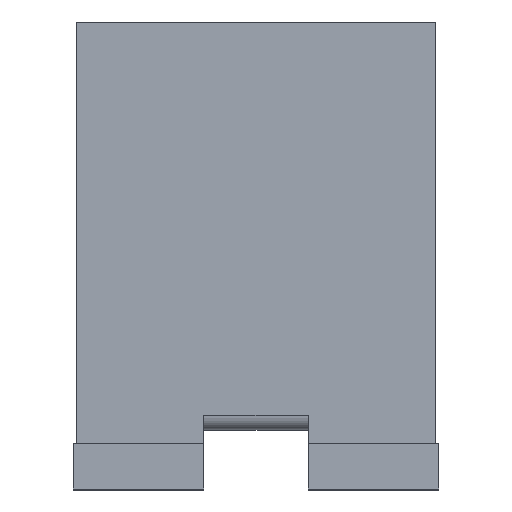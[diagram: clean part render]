
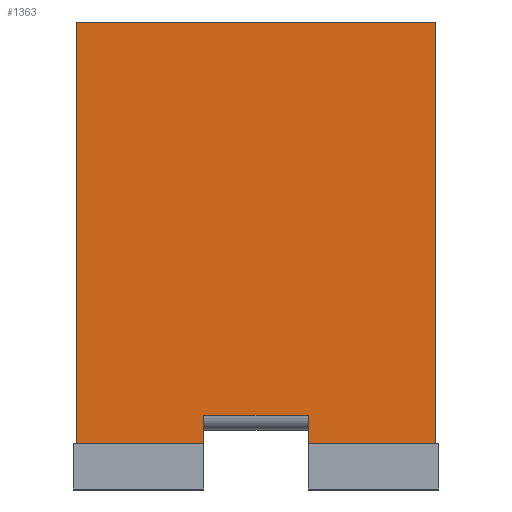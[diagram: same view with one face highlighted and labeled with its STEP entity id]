
A CAD part, top view. The second image highlights one B-rep face of the part: STEP entity #1363.
In plain terms, the highlighted planar face has unit normal (0, 0, 1).
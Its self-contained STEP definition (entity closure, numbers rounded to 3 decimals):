
#101 = ORIENTED_EDGE ( 'NONE', *, *, #1343, .T. ) ;
#102 = ORIENTED_EDGE ( 'NONE', *, *, #1422, .T. ) ;
#112 = ORIENTED_EDGE ( 'NONE', *, *, #1401, .F. ) ;
#116 = ORIENTED_EDGE ( 'NONE', *, *, #2119, .F. ) ;
#129 = ORIENTED_EDGE ( 'NONE', *, *, #2103, .F. ) ;
#134 = ORIENTED_EDGE ( 'NONE', *, *, #2017, .F. ) ;
#185 = ORIENTED_EDGE ( 'NONE', *, *, #2120, .F. ) ;
#231 = CARTESIAN_POINT ( 'NONE',  ( -0.635, 1.3, 1. ) ) ;
#232 = CARTESIAN_POINT ( 'NONE',  ( -0.635, 0.15, 1. ) ) ;
#283 = CARTESIAN_POINT ( 'NONE',  ( -0.635, 1.64, 1. ) ) ;
#291 = CARTESIAN_POINT ( 'NONE',  ( 0.185, 0.15, 1. ) ) ;
#315 = DIRECTION ( 'NONE',  ( 0., -1., 0. ) ) ;
#344 = CARTESIAN_POINT ( 'NONE',  ( -0.185, 0.15, 1. ) ) ;
#348 = CARTESIAN_POINT ( 'NONE',  ( 0.635, 1.64, 1. ) ) ;
#349 = CARTESIAN_POINT ( 'NONE',  ( 0.185, 0.25, 1. ) ) ;
#357 = CARTESIAN_POINT ( 'NONE',  ( 0.635, 0.15, 1. ) ) ;
#374 = CARTESIAN_POINT ( 'NONE',  ( -0.185, 0.25, 1. ) ) ;
#411 = DIRECTION ( 'NONE',  ( -1., 0., 0. ) ) ;
#429 = CARTESIAN_POINT ( 'NONE',  ( -0.635, 1.3, 1. ) ) ;
#487 = DIRECTION ( 'NONE',  ( 0., 0., -1. ) ) ;
#514 = PLANE ( 'NONE',  #1295 ) ;
#1064 = LINE ( 'NONE', #2766, #1322 ) ;
#1088 = FACE_OUTER_BOUND ( 'NONE', #1757, .T. ) ;
#1161 = VECTOR ( 'NONE', #3125, 1000. ) ;
#1232 = VECTOR ( 'NONE', #1580, 1000. ) ;
#1265 = VECTOR ( 'NONE', #315, 1000. ) ;
#1295 = AXIS2_PLACEMENT_3D ( 'NONE', #429, #487, #411 ) ;
#1322 = VECTOR ( 'NONE', #2793, 1000. ) ;
#1343 = EDGE_CURVE ( 'NONE', #1933, #1895, #1064, .T. ) ;
#1363 = ADVANCED_FACE ( 'NONE', ( #1088 ), #514, .F. ) ;
#1401 = EDGE_CURVE ( 'NONE', #1933, #1940, #2928, .T. ) ;
#1422 = EDGE_CURVE ( 'NONE', #1895, #1866, #2332, .T. ) ;
#1490 = CARTESIAN_POINT ( 'NONE',  ( 0.635, 1.3, 1. ) ) ;
#1580 = DIRECTION ( 'NONE',  ( 0., -1., 0. ) ) ;
#1622 = CARTESIAN_POINT ( 'NONE',  ( 0.185, 1.3, 1. ) ) ;
#1623 = DIRECTION ( 'NONE',  ( 0., 1., 0. ) ) ;
#1757 = EDGE_LOOP ( 'NONE', ( #185, #116, #3141, #129, #112, #101, #102, #134 ) ) ;
#1866 = VERTEX_POINT ( 'NONE', #232 ) ;
#1874 = VERTEX_POINT ( 'NONE', #374 ) ;
#1880 = VERTEX_POINT ( 'NONE', #291 ) ;
#1895 = VERTEX_POINT ( 'NONE', #283 ) ;
#1931 = VERTEX_POINT ( 'NONE', #344 ) ;
#1933 = VERTEX_POINT ( 'NONE', #348 ) ;
#1934 = VERTEX_POINT ( 'NONE', #349 ) ;
#1940 = VERTEX_POINT ( 'NONE', #357 ) ;
#2017 = EDGE_CURVE ( 'NONE', #1931, #1866, #2360, .T. ) ;
#2088 = EDGE_CURVE ( 'NONE', #1880, #1934, #2422, .T. ) ;
#2103 = EDGE_CURVE ( 'NONE', #1940, #1880, #3009, .T. ) ;
#2119 = EDGE_CURVE ( 'NONE', #1934, #1874, #2980, .T. ) ;
#2120 = EDGE_CURVE ( 'NONE', #1874, #1931, #2988, .T. ) ;
#2332 = LINE ( 'NONE', #231, #1265 ) ;
#2360 = LINE ( 'NONE', #3123, #1161 ) ;
#2422 = LINE ( 'NONE', #1622, #2446 ) ;
#2446 = VECTOR ( 'NONE', #1623, 1000. ) ;
#2539 = VECTOR ( 'NONE', #2748, 1000. ) ;
#2558 = VECTOR ( 'NONE', #2658, 1000. ) ;
#2569 = VECTOR ( 'NONE', #2665, 1000. ) ;
#2654 = CARTESIAN_POINT ( 'NONE',  ( -0.635, 0.25, 1. ) ) ;
#2658 = DIRECTION ( 'NONE',  ( -1., 0., 0. ) ) ;
#2660 = CARTESIAN_POINT ( 'NONE',  ( -0.185, 1.3, 1. ) ) ;
#2665 = DIRECTION ( 'NONE',  ( 0., -1., 0. ) ) ;
#2740 = CARTESIAN_POINT ( 'NONE',  ( -0.635, 0.15, 1. ) ) ;
#2748 = DIRECTION ( 'NONE',  ( -1., 0., 0. ) ) ;
#2766 = CARTESIAN_POINT ( 'NONE',  ( -0.635, 1.64, 1. ) ) ;
#2793 = DIRECTION ( 'NONE',  ( -1., 0., 0. ) ) ;
#2928 = LINE ( 'NONE', #1490, #1232 ) ;
#2980 = LINE ( 'NONE', #2654, #2558 ) ;
#2988 = LINE ( 'NONE', #2660, #2569 ) ;
#3009 = LINE ( 'NONE', #2740, #2539 ) ;
#3123 = CARTESIAN_POINT ( 'NONE',  ( -0.635, 0.15, 1. ) ) ;
#3125 = DIRECTION ( 'NONE',  ( -1., 0., 0. ) ) ;
#3141 = ORIENTED_EDGE ( 'NONE', *, *, #2088, .F. ) ;
